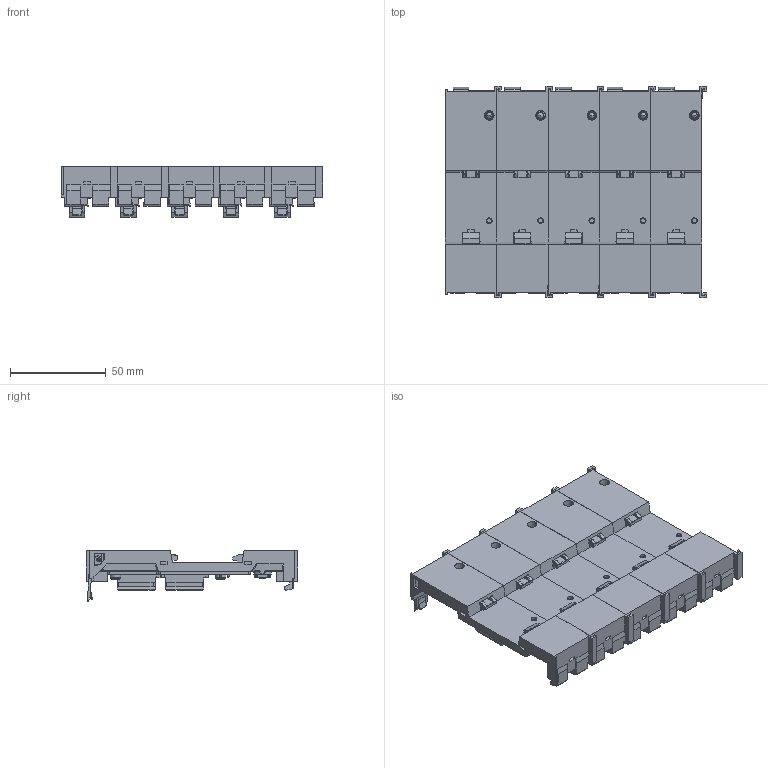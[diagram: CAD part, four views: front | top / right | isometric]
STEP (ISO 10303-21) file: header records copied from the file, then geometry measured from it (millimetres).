
FILE_DESCRIPTION((''),'2;1');
FILE_NAME('5BASE','2025-01-03T15:28:31',('tijin.thomas'),(''),'CREO PARAMETRIC BY PTC INC, 2023352','CREO PARAMETRIC BY PTC INC, 2023352','');
FILE_SCHEMA(('CONFIG_CONTROL_DESIGN'));
Products named in the file (1): 5BASE
Bounding box: 136.45 x 110.5 x 26.48 mm (x, y, z)
Surface area: 92405.6 mm2 (no closed solid volume)
Topology: 0 solids, 330 shells, 2680 faces, 14644 edges, 11892 vertices
Faces by surface type: plane 1805, cylinder 452, torus 150, cone 136, bspline 105, extrusion 29, sphere 3
Entity records: 155668 total; most frequent: CARTESIAN_POINT 50128, ORIENTED_EDGE 19610, DIRECTION 18477, EDGE_CURVE 14621, VERTEX_POINT 11892, VECTOR 10813, LINE 10784, AXIS2_PLACEMENT_3D 3832
